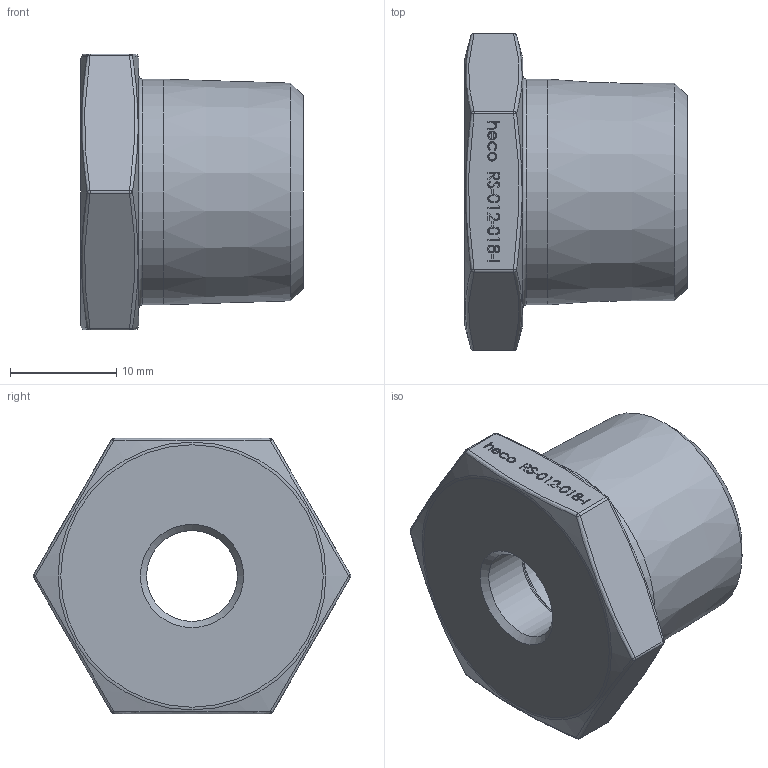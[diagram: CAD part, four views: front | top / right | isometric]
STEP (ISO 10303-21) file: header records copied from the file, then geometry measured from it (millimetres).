
FILE_DESCRIPTION (( 'STEP AP214' ), '1' );
FILE_NAME ('RS-012-018-I 2312.STEP', '2023-12-12T09:22:19', ( '' ), ( '' ), 'SwSTEP 2.0', 'SolidWorks 2019', '' );
FILE_SCHEMA (( 'AUTOMOTIVE_DESIGN' ));
Length unit declared in the file: millimetre
Products named in the file (1): RS-012-018-I 2312
Bounding box: 21 x 29.93 x 26 mm (x, y, z)
Volume: 6891.8 mm3; surface area: 3041.5 mm2
Topology: 1 solids, 1 shells, 232 faces, 576 edges, 370 vertices
Faces by surface type: bspline 108, plane 92, sphere 12, cylinder 9, cone 6, torus 5
Full cylindrical faces by diameter (mm): 8.566 x1, 10.128 x1, 21.268 x1
Entity records: 14401 total; most frequent: CARTESIAN_POINT 7769, ORIENTED_EDGE 1112, DIRECTION 642, EDGE_CURVE 556, VERTEX_POINT 364, LINE 288, VECTOR 288, EDGE_LOOP 272
